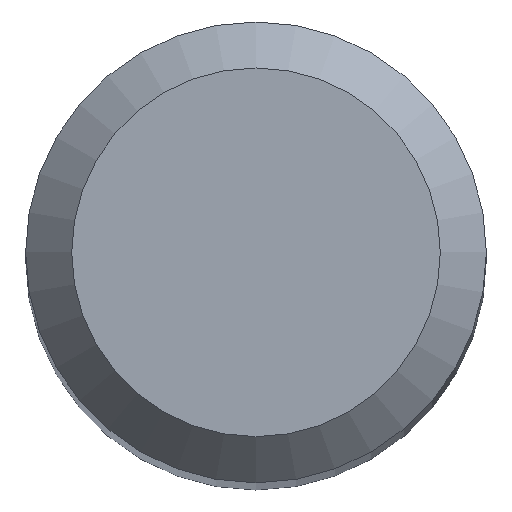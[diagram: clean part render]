
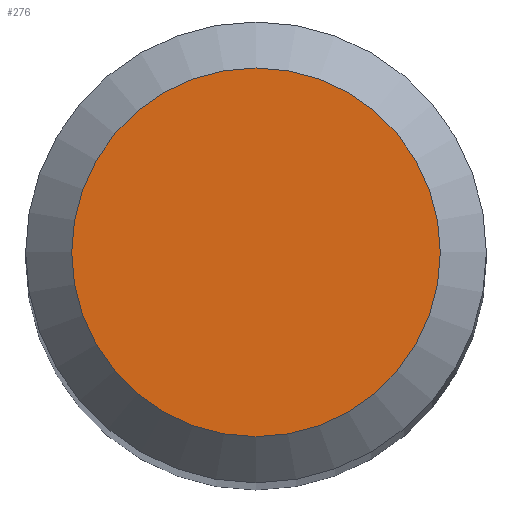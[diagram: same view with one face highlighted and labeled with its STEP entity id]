
A CAD part, top view. The second image highlights one B-rep face of the part: STEP entity #276.
In plain terms, the highlighted planar face has unit normal (0, 0, 1).
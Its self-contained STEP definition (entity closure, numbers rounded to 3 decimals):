
#8 = AXIS2_PLACEMENT_3D ( 'NONE', #102, #81, #156 ) ;
#29 = CIRCLE ( 'NONE', #8, 1.2 ) ;
#35 = PLANE ( 'NONE',  #185 ) ;
#81 = DIRECTION ( 'NONE',  ( 0., 0., -1. ) ) ;
#83 = FACE_OUTER_BOUND ( 'NONE', #103, .T. ) ;
#102 = CARTESIAN_POINT ( 'NONE',  ( 0., 0., 50. ) ) ;
#103 = EDGE_LOOP ( 'NONE', ( #129 ) ) ;
#108 = DIRECTION ( 'NONE',  ( 0., 0., -1. ) ) ;
#129 = ORIENTED_EDGE ( 'NONE', *, *, #220, .F. ) ;
#136 = CARTESIAN_POINT ( 'NONE',  ( 0., 0., 50. ) ) ;
#139 = VERTEX_POINT ( 'NONE', #194 ) ;
#156 = DIRECTION ( 'NONE',  ( 0., 1., 0. ) ) ;
#185 = AXIS2_PLACEMENT_3D ( 'NONE', #136, #108, #207 ) ;
#194 = CARTESIAN_POINT ( 'NONE',  ( 0., 1.2, 50. ) ) ;
#207 = DIRECTION ( 'NONE',  ( 0., 1., 0. ) ) ;
#220 = EDGE_CURVE ( 'NONE', #139, #139, #29, .T. ) ;
#276 = ADVANCED_FACE ( 'NONE', ( #83 ), #35, .F. ) ;
